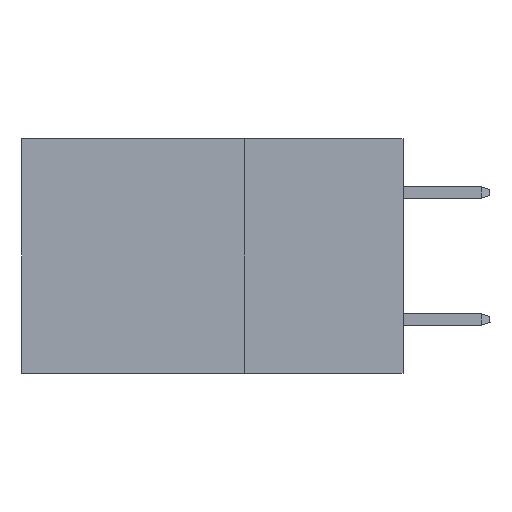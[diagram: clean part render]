
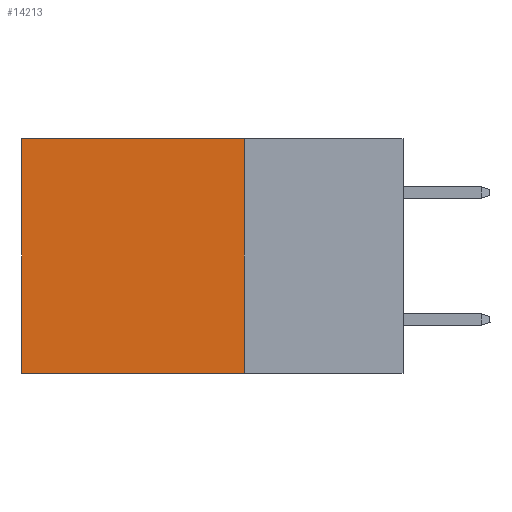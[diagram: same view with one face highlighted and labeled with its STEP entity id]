
A CAD part, left-side view. The second image highlights one B-rep face of the part: STEP entity #14213.
In plain terms, the highlighted planar face has unit normal (-1, 0, 0).
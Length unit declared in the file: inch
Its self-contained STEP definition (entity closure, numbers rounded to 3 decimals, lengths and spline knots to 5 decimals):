
#289 = LINE ( 'NONE', #9648, #20435 ) ;
#430 = FACE_OUTER_BOUND ( 'NONE', #16575, .T. ) ;
#1477 = VERTEX_POINT ( 'NONE', #7097 ) ;
#2316 = DIRECTION ( 'NONE',  ( 0., 1., 0. ) ) ;
#2566 = CARTESIAN_POINT ( 'NONE',  ( 0.2875, 0.25, 0. ) ) ;
#2581 = EDGE_CURVE ( 'NONE', #3350, #2830, #289, .T. ) ;
#2830 = VERTEX_POINT ( 'NONE', #15867 ) ;
#2947 = DIRECTION ( 'NONE',  ( 0., 0., -1. ) ) ;
#3301 = ORIENTED_EDGE ( 'NONE', *, *, #7954, .T. ) ;
#3350 = VERTEX_POINT ( 'NONE', #13170 ) ;
#4879 = DIRECTION ( 'NONE',  ( 0., 1., 0. ) ) ;
#5836 = VERTEX_POINT ( 'NONE', #7970 ) ;
#6656 = EDGE_CURVE ( 'NONE', #1477, #2830, #12025, .T. ) ;
#6799 = LINE ( 'NONE', #18371, #19535 ) ;
#7097 = CARTESIAN_POINT ( 'NONE',  ( 0.2875, 0.25, -0.37 ) ) ;
#7185 = ORIENTED_EDGE ( 'NONE', *, *, #10972, .F. ) ;
#7954 = EDGE_CURVE ( 'NONE', #5836, #3350, #21493, .T. ) ;
#7970 = CARTESIAN_POINT ( 'NONE',  ( 0.2875, 0.25, 0. ) ) ;
#9648 = CARTESIAN_POINT ( 'NONE',  ( 0.2875, 0.6, 0. ) ) ;
#10238 = VECTOR ( 'NONE', #4879, 39.37008 ) ;
#10972 = EDGE_CURVE ( 'NONE', #5836, #1477, #6799, .T. ) ;
#11339 = AXIS2_PLACEMENT_3D ( 'NONE', #19476, #15763, #23223 ) ;
#11775 = CARTESIAN_POINT ( 'NONE',  ( 0.2875, 0.25, -0.37 ) ) ;
#11879 = DIRECTION ( 'NONE',  ( 0., 0., -1. ) ) ;
#12025 = LINE ( 'NONE', #11775, #10238 ) ;
#13170 = CARTESIAN_POINT ( 'NONE',  ( 0.2875, 0.6, 0. ) ) ;
#14213 = ADVANCED_FACE ( 'NONE', ( #430 ), #19718, .F. ) ;
#15068 = VECTOR ( 'NONE', #2316, 39.37008 ) ;
#15763 = DIRECTION ( 'NONE',  ( 1., 0., 0. ) ) ;
#15867 = CARTESIAN_POINT ( 'NONE',  ( 0.2875, 0.6, -0.37 ) ) ;
#16575 = EDGE_LOOP ( 'NONE', ( #16941, #23589, #7185, #3301 ) ) ;
#16941 = ORIENTED_EDGE ( 'NONE', *, *, #2581, .T. ) ;
#18371 = CARTESIAN_POINT ( 'NONE',  ( 0.2875, 0.25, 0. ) ) ;
#19476 = CARTESIAN_POINT ( 'NONE',  ( 0.2875, 0.25, 0. ) ) ;
#19535 = VECTOR ( 'NONE', #2947, 39.37008 ) ;
#19718 = PLANE ( 'NONE',  #11339 ) ;
#20435 = VECTOR ( 'NONE', #11879, 39.37008 ) ;
#21493 = LINE ( 'NONE', #2566, #15068 ) ;
#23223 = DIRECTION ( 'NONE',  ( 0., 0., -1. ) ) ;
#23589 = ORIENTED_EDGE ( 'NONE', *, *, #6656, .F. ) ;
